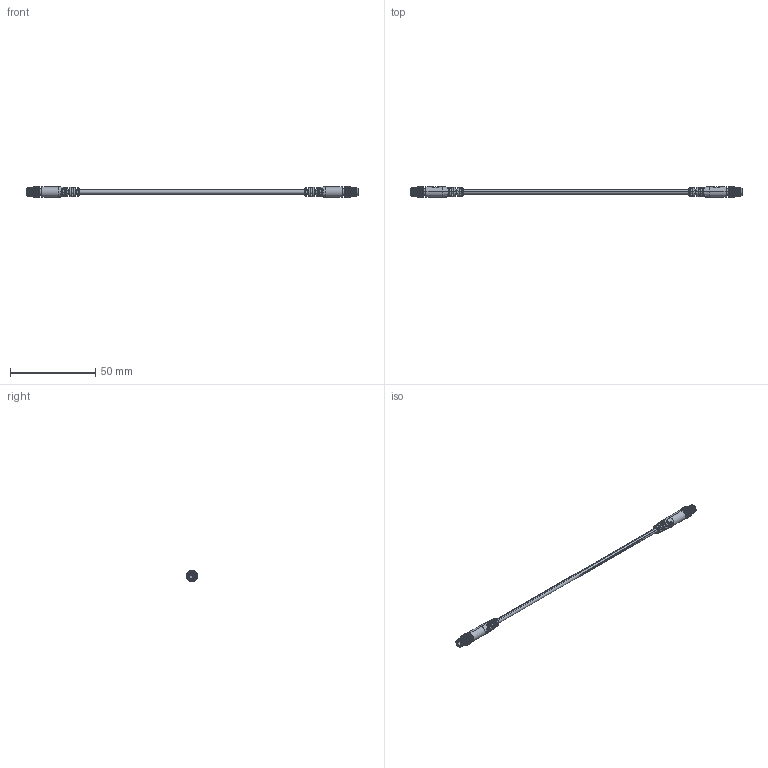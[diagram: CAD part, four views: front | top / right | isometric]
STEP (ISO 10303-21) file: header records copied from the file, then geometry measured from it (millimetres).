
FILE_DESCRIPTION (( 'STEP AP203' ), '1' );
FILE_NAME ('10-03017_revA.STEP', '2018-09-17T17:53:05', ( '' ), ( '' ), 'SwSTEP 2.0', 'SolidWorks 2015', '' );
FILE_SCHEMA (( 'CONFIG_CONTROL_DESIGN' ));
Length unit declared in the file: millimetre
Products named in the file (8): M5Male_inline threads; 30-00653_blunt cut; M5Male_pin_13.75 mm; 50-00601; 24-00263; M5M3P; 10-03017_revA
Assembly tree (11 placements, depth 4):
  10-03017_revA
    30-00653_blunt cut
    24-00263  x2
    50-00601  x2
      M5Male_inline threads
      M5M3P
        M5M3P
        M5Male_pin_13.75 mm  x3
Bounding box: 194.76 x 6.5 x 6.5 mm (x, y, z)
Volume: 2189.5 mm3; surface area: 14166.3 mm2
Topology: 157 solids, 157 shells, 2476 faces, 5374 edges, 3242 vertices
Faces by surface type: cylinder 962, bspline 892, plane 454, torus 144, cone 12, sphere 12
Entity records: 53470 total; most frequent: CARTESIAN_POINT 19019, ORIENTED_EDGE 6980, DIRECTION 6304, EDGE_CURVE 3490, AXIS2_PLACEMENT_3D 2671, VERTEX_POINT 2159, EDGE_LOOP 1963, FACE_OUTER_BOUND 1648
